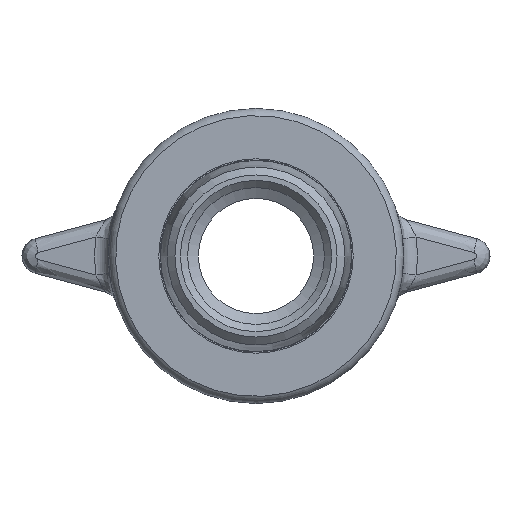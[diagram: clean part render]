
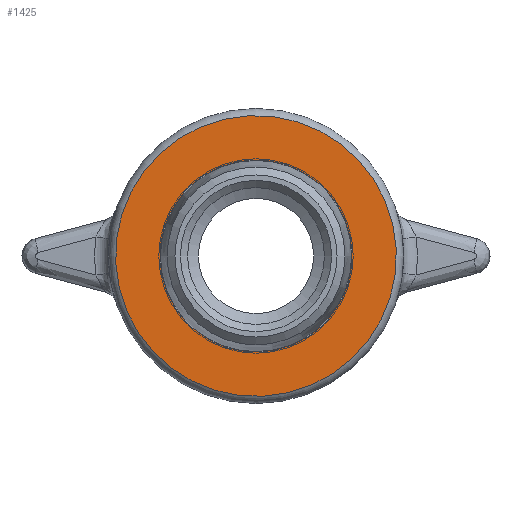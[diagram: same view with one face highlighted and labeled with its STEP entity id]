
A CAD part, left-side view. The second image highlights one B-rep face of the part: STEP entity #1425.
In plain terms, the highlighted planar face has unit normal (-1, 0, 0).
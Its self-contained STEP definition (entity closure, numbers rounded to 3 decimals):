
#102=FACE_BOUND('',#228,.T.);
#119=PLANE('',#1538);
#140=FACE_OUTER_BOUND('',#227,.T.);
#227=EDGE_LOOP('',(#899));
#228=EDGE_LOOP('',(#900));
#414=CIRCLE('',#1534,13.35);
#415=CIRCLE('',#1536,19.5);
#542=VERTEX_POINT('',#2165);
#543=VERTEX_POINT('',#2169);
#683=EDGE_CURVE('',#542,#542,#414,.T.);
#684=EDGE_CURVE('',#543,#543,#415,.T.);
#899=ORIENTED_EDGE('',*,*,#684,.F.);
#900=ORIENTED_EDGE('',*,*,#683,.T.);
#1425=ADVANCED_FACE('',(#140,#102),#119,.F.);
#1534=AXIS2_PLACEMENT_3D('',#2167,#1734,#1735);
#1536=AXIS2_PLACEMENT_3D('',#2170,#1738,#1739);
#1538=AXIS2_PLACEMENT_3D('',#2174,#1743,#1744);
#1734=DIRECTION('center_axis',(1.,0.,0.));
#1735=DIRECTION('ref_axis',(0.,0.891,0.455));
#1738=DIRECTION('center_axis',(1.,0.,0.));
#1739=DIRECTION('ref_axis',(0.,0.891,0.455));
#1743=DIRECTION('center_axis',(1.,0.,0.));
#1744=DIRECTION('ref_axis',(0.,0.891,0.455));
#2165=CARTESIAN_POINT('',(-34.,-11.889,-6.073));
#2167=CARTESIAN_POINT('Origin',(-34.,0.,
0.));
#2169=CARTESIAN_POINT('',(-34.,-17.366,-8.87));
#2170=CARTESIAN_POINT('Origin',(-34.,0.,
0.));
#2174=CARTESIAN_POINT('Origin',(-34.,0.,
0.));
